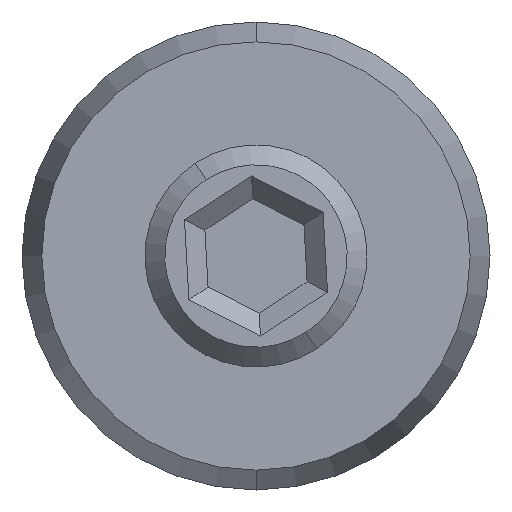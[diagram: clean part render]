
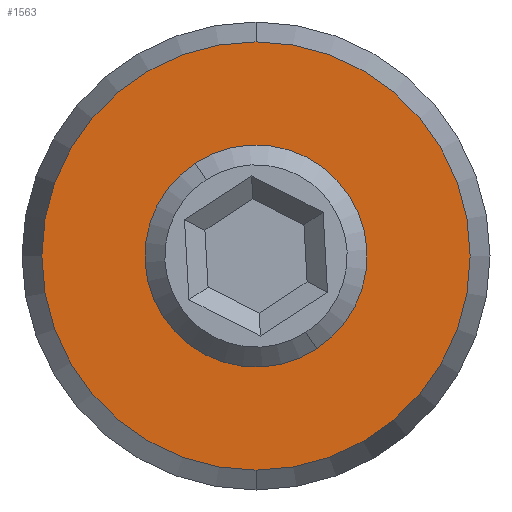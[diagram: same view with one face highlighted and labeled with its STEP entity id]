
A CAD part, front view. The second image highlights one B-rep face of the part: STEP entity #1563.
In plain terms, the highlighted planar face has unit normal (0, -1, 0).
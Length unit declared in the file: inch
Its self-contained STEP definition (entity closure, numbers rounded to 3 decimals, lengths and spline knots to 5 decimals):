
#70 = AXIS2_PLACEMENT_3D ( 'NONE', #1079, #1080, #1081 ) ;
#366 = FACE_OUTER_BOUND ( 'NONE', #463, .T. ) ;
#367 = FACE_BOUND ( 'NONE', #461, .T. ) ;
#461 = EDGE_LOOP ( 'NONE', ( #724, #791 ) ) ;
#463 = EDGE_LOOP ( 'NONE', ( #519, #757 ) ) ;
#519 = ORIENTED_EDGE ( 'NONE', *, *, #1633, .F. ) ;
#644 = CARTESIAN_POINT ( 'NONE',  ( -0.04197, -2.90213, -0.09885 ) ) ;
#650 = CARTESIAN_POINT ( 'NONE',  ( -0.04197, -2.90213, 0.06365 ) ) ;
#676 = CARTESIAN_POINT ( 'NONE',  ( -0.04197, -2.90213, 0.01015 ) ) ;
#696 = CARTESIAN_POINT ( 'NONE',  ( -0.04197, -2.90213, -0.15235 ) ) ;
#724 = ORIENTED_EDGE ( 'NONE', *, *, #1617, .T. ) ;
#757 = ORIENTED_EDGE ( 'NONE', *, *, #1635, .F. ) ;
#791 = ORIENTED_EDGE ( 'NONE', *, *, #1601, .T. ) ;
#833 = VERTEX_POINT ( 'NONE', #676 ) ;
#857 = VERTEX_POINT ( 'NONE', #696 ) ;
#874 = VERTEX_POINT ( 'NONE', #650 ) ;
#880 = VERTEX_POINT ( 'NONE', #644 ) ;
#1078 = PLANE ( 'NONE',  #70 ) ;
#1079 = CARTESIAN_POINT ( 'NONE',  ( 0.06603, -2.90213, -0.04435 ) ) ;
#1080 = DIRECTION ( 'NONE',  ( 0., 1., 0. ) ) ;
#1081 = DIRECTION ( 'NONE',  ( 0., 0., 1. ) ) ;
#1202 = CARTESIAN_POINT ( 'NONE',  ( -0.04197, -2.90213, -0.04435 ) ) ;
#1203 = DIRECTION ( 'NONE',  ( 0., 1., 0. ) ) ;
#1204 = DIRECTION ( 'NONE',  ( 0., 0., 1. ) ) ;
#1235 = CARTESIAN_POINT ( 'NONE',  ( -0.04197, -2.90213, -0.04435 ) ) ;
#1236 = DIRECTION ( 'NONE',  ( 0., 1., 0. ) ) ;
#1237 = DIRECTION ( 'NONE',  ( 0., 0., 1. ) ) ;
#1269 = CARTESIAN_POINT ( 'NONE',  ( -0.04197, -2.90213, -0.04435 ) ) ;
#1270 = DIRECTION ( 'NONE',  ( 0., 1., 0. ) ) ;
#1271 = DIRECTION ( 'NONE',  ( 0., 0., 1. ) ) ;
#1275 = CARTESIAN_POINT ( 'NONE',  ( -0.04197, -2.90213, -0.04435 ) ) ;
#1276 = DIRECTION ( 'NONE',  ( 0., 1., 0. ) ) ;
#1277 = DIRECTION ( 'NONE',  ( 0., 0., 1. ) ) ;
#1390 = AXIS2_PLACEMENT_3D ( 'NONE', #1275, #1276, #1277 ) ;
#1392 = AXIS2_PLACEMENT_3D ( 'NONE', #1269, #1270, #1271 ) ;
#1394 = CIRCLE ( 'NONE', #1392, 0.108 ) ;
#1412 = AXIS2_PLACEMENT_3D ( 'NONE', #1235, #1236, #1237 ) ;
#1417 = CIRCLE ( 'NONE', #1412, 0.0545 ) ;
#1430 = AXIS2_PLACEMENT_3D ( 'NONE', #1202, #1203, #1204 ) ;
#1431 = CIRCLE ( 'NONE', #1390, 0.108 ) ;
#1441 = CIRCLE ( 'NONE', #1430, 0.0545 ) ;
#1563 = ADVANCED_FACE ( 'NONE', ( #367, #366 ), #1078, .F. ) ;
#1601 = EDGE_CURVE ( 'NONE', #833, #880, #1441, .T. ) ;
#1617 = EDGE_CURVE ( 'NONE', #880, #833, #1417, .T. ) ;
#1633 = EDGE_CURVE ( 'NONE', #874, #857, #1394, .T. ) ;
#1635 = EDGE_CURVE ( 'NONE', #857, #874, #1431, .T. ) ;
